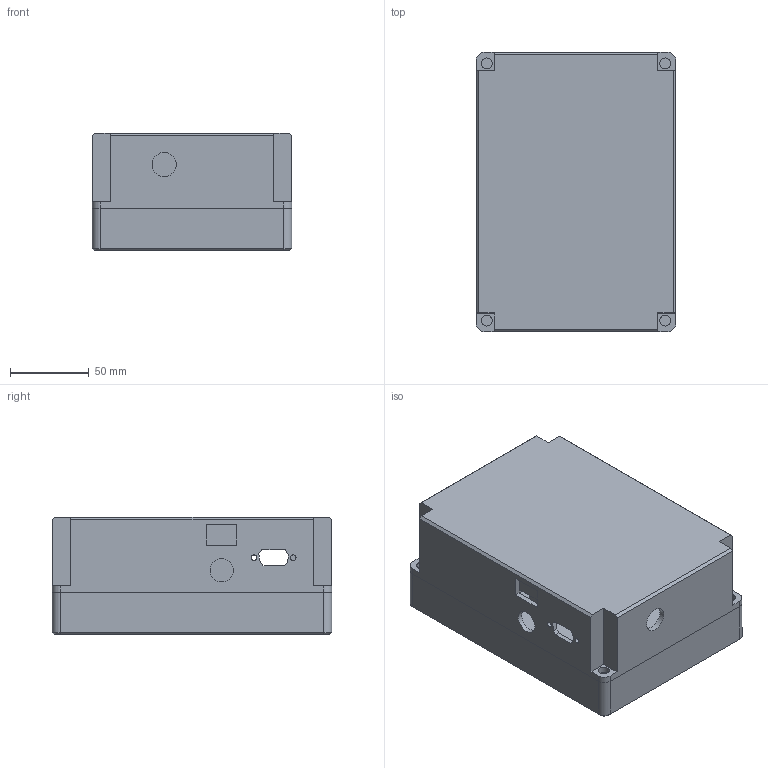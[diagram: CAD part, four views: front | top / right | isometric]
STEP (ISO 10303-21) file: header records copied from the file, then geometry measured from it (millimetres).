
FILE_DESCRIPTION(/* description */ (''),/* implementation_level */ '2;1');
FILE_NAME(/* name */ 'Enclosure v3.step',/* time_stamp */ '2018-12-18T08:33:41-06:00',/* author */ (''),/* organization */ (''),/* preprocessor_version */ 'ST-DEVELOPER v17.2',/* originating_system */ 'Autodesk Translation Framework v7.6.0.251',/* authorisation */ '');
FILE_SCHEMA (('AUTOMOTIVE_DESIGN { 1 0 10303 214 3 1 1 }'));
Length unit declared in the file: millimetre
Products named in the file (4): Enclosure; 69945K817; Relay; PSU
Assembly tree (3 placements, depth 2):
  Enclosure
    69945K817
    Relay
    PSU
Bounding box: 127 x 177.8 x 74.93 mm (x, y, z)
Volume: 452228.8 mm3; surface area: 207808.6 mm2
Topology: 4 solids, 4 shells, 193 faces, 530 edges, 356 vertices
Faces by surface type: plane 139, cylinder 38, torus 8, cone 8
Full cylindrical faces by diameter (mm): 3.5 x4, 6.921 x4, 7 x4, 7.937 x4, 14.8 x1, 15.4 x1
Entity records: 6423 total; most frequent: CARTESIAN_POINT 1230, ORIENTED_EDGE 1060, DIRECTION 1042, EDGE_CURVE 530, LINE 386, VECTOR 386, VERTEX_POINT 356, AXIS2_PLACEMENT_3D 328
